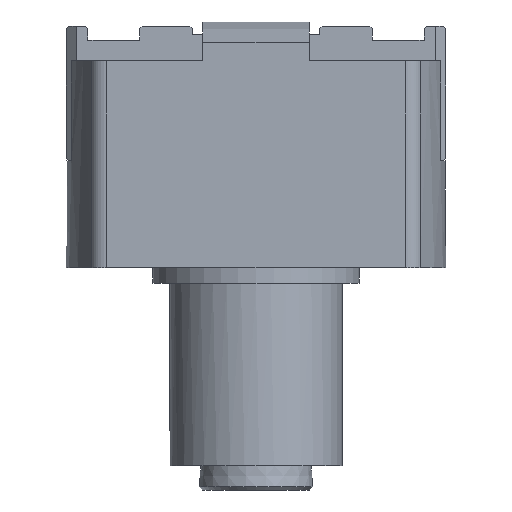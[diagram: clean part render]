
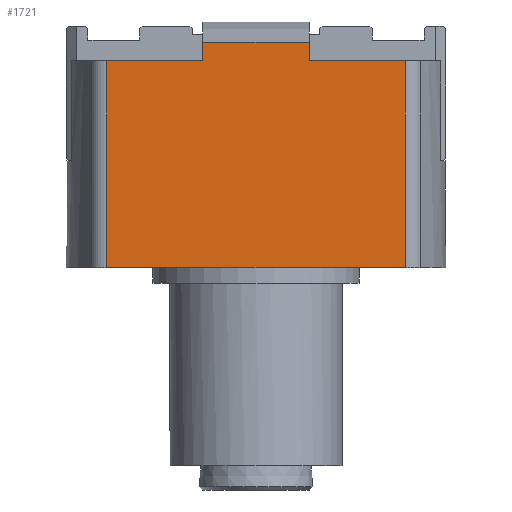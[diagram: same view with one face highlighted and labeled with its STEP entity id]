
A CAD part, front view. The second image highlights one B-rep face of the part: STEP entity #1721.
In plain terms, the highlighted planar face has unit normal (0, -1, 0).
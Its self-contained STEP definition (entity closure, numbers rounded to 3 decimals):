
#57=LINE('',#2327,#213);
#60=LINE('',#2340,#216);
#65=LINE('',#2372,#221);
#71=LINE('',#2390,#227);
#72=LINE('',#2392,#228);
#73=LINE('',#2394,#229);
#74=LINE('',#2396,#230);
#75=LINE('',#2397,#231);
#76=LINE('',#2399,#232);
#213=VECTOR('',#1936,1000.);
#216=VECTOR('',#1947,1000.);
#221=VECTOR('',#1982,1000.);
#227=VECTOR('',#2002,1000.);
#228=VECTOR('',#2005,1000.);
#229=VECTOR('',#2006,1000.);
#230=VECTOR('',#2007,1000.);
#231=VECTOR('',#2008,1000.);
#232=VECTOR('',#2009,1000.);
#420=ORIENTED_EDGE('',*,*,#754,.F.);
#421=ORIENTED_EDGE('',*,*,#784,.F.);
#422=ORIENTED_EDGE('',*,*,#785,.T.);
#423=ORIENTED_EDGE('',*,*,#786,.T.);
#424=ORIENTED_EDGE('',*,*,#760,.F.);
#425=ORIENTED_EDGE('',*,*,#783,.T.);
#426=ORIENTED_EDGE('',*,*,#773,.T.);
#427=ORIENTED_EDGE('',*,*,#787,.T.);
#428=ORIENTED_EDGE('',*,*,#788,.F.);
#754=EDGE_CURVE('',#943,#944,#57,.T.);
#760=EDGE_CURVE('',#949,#945,#60,.T.);
#773=EDGE_CURVE('',#962,#959,#65,.T.);
#783=EDGE_CURVE('',#949,#962,#71,.T.);
#784=EDGE_CURVE('',#967,#943,#72,.T.);
#785=EDGE_CURVE('',#967,#968,#73,.T.);
#786=EDGE_CURVE('',#968,#945,#74,.T.);
#787=EDGE_CURVE('',#959,#969,#75,.T.);
#788=EDGE_CURVE('',#944,#969,#76,.T.);
#943=VERTEX_POINT('',#2326);
#944=VERTEX_POINT('',#2328);
#945=VERTEX_POINT('',#2332);
#949=VERTEX_POINT('',#2339);
#959=VERTEX_POINT('',#2366);
#962=VERTEX_POINT('',#2373);
#967=VERTEX_POINT('',#2393);
#968=VERTEX_POINT('',#2395);
#969=VERTEX_POINT('',#2398);
#1120=EDGE_LOOP('',(#420,#421,#422,#423,#424,#425,#426,#427,#428));
#1216=FACE_BOUND('',#1120,.T.);
#1299=PLANE('',#1831);
#1721=ADVANCED_FACE('',(#1216),#1299,.F.);
#1831=AXIS2_PLACEMENT_3D('',#2391,#2003,#2004);
#1936=DIRECTION('',(1.,0.,0.));
#1947=DIRECTION('',(1.,0.,0.));
#1982=DIRECTION('',(1.,0.,0.));
#2002=DIRECTION('',(0.,0.,-1.));
#2003=DIRECTION('',(0.,1.,0.));
#2004=DIRECTION('',(0.,0.,1.));
#2005=DIRECTION('',(0.,0.,-1.));
#2006=DIRECTION('',(-1.,0.,0.));
#2007=DIRECTION('',(0.,0.,-1.));
#2008=DIRECTION('',(1.,0.,0.));
#2009=DIRECTION('',(0.,0.,-1.));
#2326=CARTESIAN_POINT('',(3.1,-6.,12.));
#2327=CARTESIAN_POINT('',(-8.66,-6.,12.));
#2328=CARTESIAN_POINT('',(8.66,-6.,12.));
#2332=CARTESIAN_POINT('',(-3.1,-6.,12.));
#2339=CARTESIAN_POINT('',(-8.66,-6.,12.));
#2340=CARTESIAN_POINT('',(-8.66,-6.,12.));
#2366=CARTESIAN_POINT('',(0.,-6.,0.));
#2372=CARTESIAN_POINT('',(-8.66,-6.,0.));
#2373=CARTESIAN_POINT('',(-8.66,-6.,0.));
#2390=CARTESIAN_POINT('',(-8.66,-6.,12.));
#2391=CARTESIAN_POINT('',(-8.66,-6.,12.));
#2392=CARTESIAN_POINT('',(3.1,-6.,13.066));
#2393=CARTESIAN_POINT('',(3.1,-6.,13.066));
#2394=CARTESIAN_POINT('',(3.1,-6.,13.066));
#2395=CARTESIAN_POINT('',(-3.1,-6.,13.066));
#2396=CARTESIAN_POINT('',(-3.1,-6.,13.066));
#2397=CARTESIAN_POINT('',(-8.66,-6.,0.));
#2398=CARTESIAN_POINT('',(8.66,-6.,0.));
#2399=CARTESIAN_POINT('',(8.66,-6.,12.));
